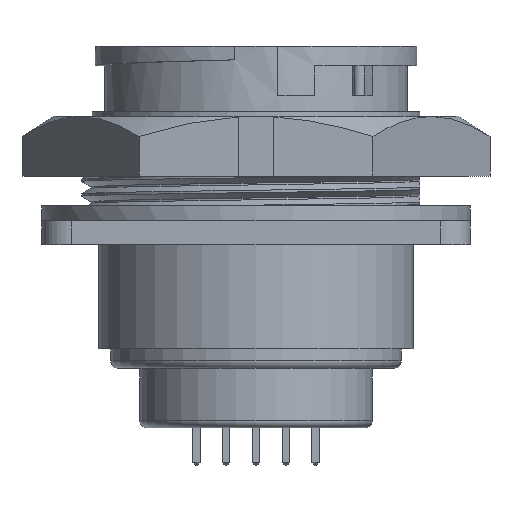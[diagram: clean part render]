
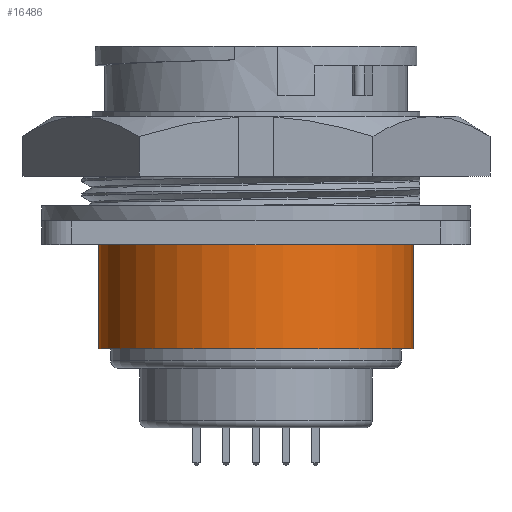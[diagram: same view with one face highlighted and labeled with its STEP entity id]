
A CAD part, front view. The second image highlights one B-rep face of the part: STEP entity #16486.
In plain terms, the highlighted cylindrical face has radius 13.386 mm (diameter 26.772 mm), a partial arc.
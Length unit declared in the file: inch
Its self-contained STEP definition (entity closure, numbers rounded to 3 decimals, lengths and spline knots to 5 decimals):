
#778 = ORIENTED_EDGE ( 'NONE', *, *, #4382, .T. ) ;
#1006 = VECTOR ( 'NONE', #11481, 39.37008 ) ;
#1162 = EDGE_CURVE ( 'NONE', #17052, #13722, #5149, .T. ) ;
#1203 = DIRECTION ( 'NONE',  ( -1., 0., 0. ) ) ;
#1520 = VERTEX_POINT ( 'NONE', #15900 ) ;
#1918 = ORIENTED_EDGE ( 'NONE', *, *, #10304, .F. ) ;
#4382 = EDGE_CURVE ( 'NONE', #21009, #13722, #7825, .T. ) ;
#5149 = LINE ( 'NONE', #21940, #1006 ) ;
#5914 = CARTESIAN_POINT ( 'NONE',  ( 0.527, 0., 0. ) ) ;
#6956 = CARTESIAN_POINT ( 'NONE',  ( 0., 0., -0.43 ) ) ;
#7825 = CIRCLE ( 'NONE', #18613, 0.527 ) ;
#8027 = FACE_OUTER_BOUND ( 'NONE', #20649, .T. ) ;
#8140 = DIRECTION ( 'NONE',  ( 0., 0., -1. ) ) ;
#8172 = VECTOR ( 'NONE', #13072, 39.37008 ) ;
#8278 = CARTESIAN_POINT ( 'NONE',  ( -0.527, 0., 0. ) ) ;
#10304 = EDGE_CURVE ( 'NONE', #1520, #17052, #15231, .T. ) ;
#10643 = AXIS2_PLACEMENT_3D ( 'NONE', #18634, #8140, #20403 ) ;
#11481 = DIRECTION ( 'NONE',  ( 0., 0., 1. ) ) ;
#11748 = DIRECTION ( 'NONE',  ( 0., 0., -1. ) ) ;
#12814 = LINE ( 'NONE', #18287, #8172 ) ;
#12856 = CARTESIAN_POINT ( 'NONE',  ( -0.527, 0., -0.35 ) ) ;
#12912 = ORIENTED_EDGE ( 'NONE', *, *, #20434, .T. ) ;
#13072 = DIRECTION ( 'NONE',  ( 0., 0., 1. ) ) ;
#13722 = VERTEX_POINT ( 'NONE', #8278 ) ;
#15231 = CIRCLE ( 'NONE', #10643, 0.527 ) ;
#15900 = CARTESIAN_POINT ( 'NONE',  ( 0.527, 0., -0.35 ) ) ;
#16486 = ADVANCED_FACE ( 'NONE', ( #8027 ), #21443, .T. ) ;
#17052 = VERTEX_POINT ( 'NONE', #12856 ) ;
#17367 = DIRECTION ( 'NONE',  ( 0., 0., 1. ) ) ;
#18287 = CARTESIAN_POINT ( 'NONE',  ( 0.527, 0., -0.43 ) ) ;
#18613 = AXIS2_PLACEMENT_3D ( 'NONE', #22206, #11748, #1203 ) ;
#18634 = CARTESIAN_POINT ( 'NONE',  ( 0., 0., -0.35 ) ) ;
#18653 = AXIS2_PLACEMENT_3D ( 'NONE', #6956, #17367, #19211 ) ;
#19211 = DIRECTION ( 'NONE',  ( 1., 0., 0. ) ) ;
#20403 = DIRECTION ( 'NONE',  ( -1., 0., 0. ) ) ;
#20434 = EDGE_CURVE ( 'NONE', #1520, #21009, #12814, .T. ) ;
#20649 = EDGE_LOOP ( 'NONE', ( #22366, #1918, #12912, #778 ) ) ;
#21009 = VERTEX_POINT ( 'NONE', #5914 ) ;
#21443 = CYLINDRICAL_SURFACE ( 'NONE', #18653, 0.527 ) ;
#21940 = CARTESIAN_POINT ( 'NONE',  ( -0.527, 0., -0.43 ) ) ;
#22206 = CARTESIAN_POINT ( 'NONE',  ( 0., 0., 0. ) ) ;
#22366 = ORIENTED_EDGE ( 'NONE', *, *, #1162, .F. ) ;
